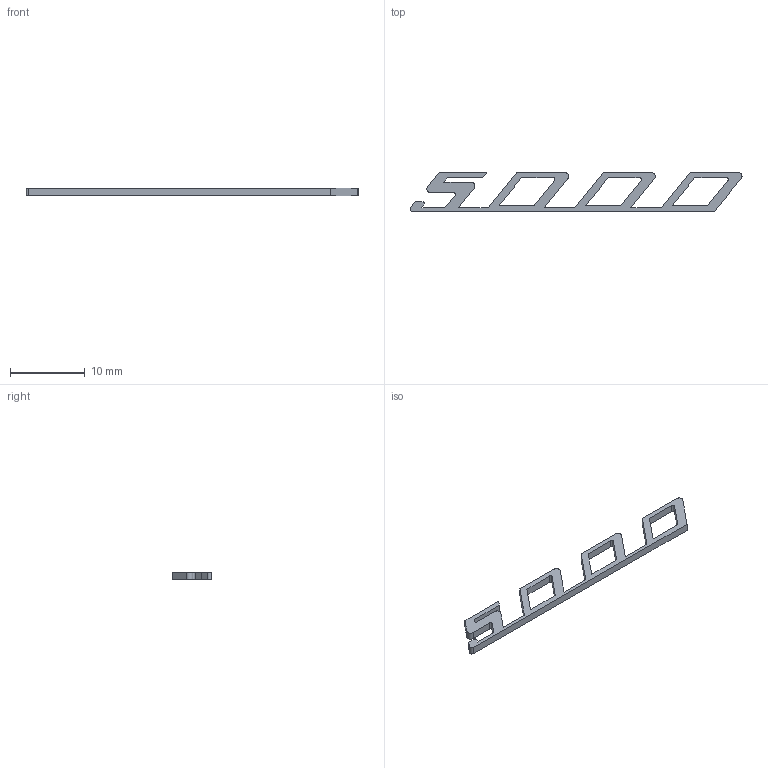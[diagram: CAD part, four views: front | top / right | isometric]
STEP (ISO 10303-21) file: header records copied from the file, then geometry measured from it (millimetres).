
FILE_DESCRIPTION(/* description */ (''),/* implementation_level */ '2;1');
FILE_NAME(/* name */ '5000.step',/* time_stamp */ '2025-05-25T14:46:31-04:00',/* author */ (''),/* organization */ (''),/* preprocessor_version */ 'ST-DEVELOPER v20.1',/* originating_system */ 'Autodesk Translation Framework v14.10.0.0',/* authorisation */ '');
FILE_SCHEMA (('AUTOMOTIVE_DESIGN { 1 0 10303 214 3 1 1 }'));
Length unit declared in the file: millimetre
Products named in the file (1): 5000
Bounding box: 44.45 x 5.2 x 1 mm (x, y, z)
Volume: 92.2 mm3; surface area: 386.3 mm2
Topology: 1 solids, 1 shells, 51 faces, 147 edges, 98 vertices
Faces by surface type: plane 40, cylinder 11
Entity records: 1708 total; most frequent: CARTESIAN_POINT 297, ORIENTED_EDGE 294, DIRECTION 273, EDGE_CURVE 147, LINE 125, VECTOR 125, VERTEX_POINT 98, AXIS2_PLACEMENT_3D 74
